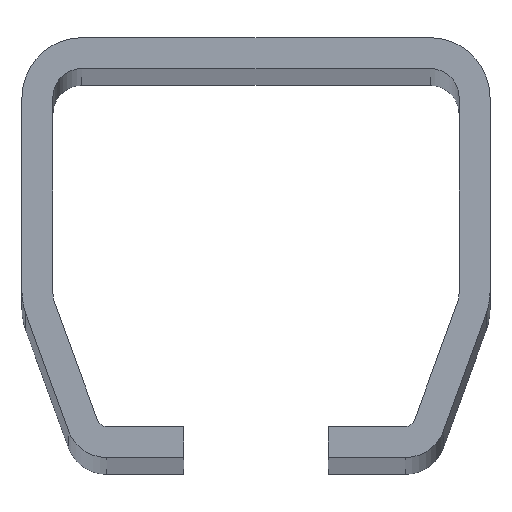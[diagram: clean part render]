
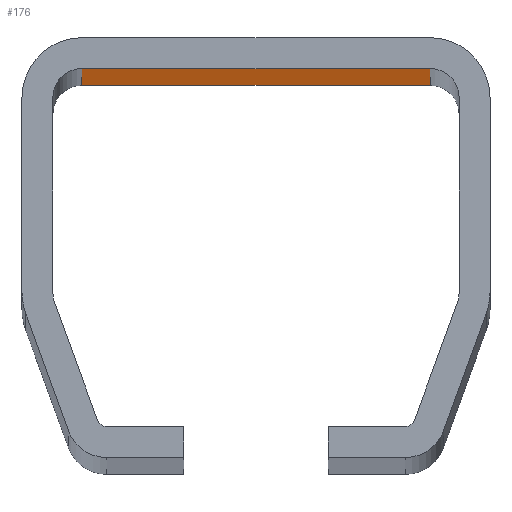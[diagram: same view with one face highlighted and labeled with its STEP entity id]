
A CAD part, top view. The second image highlights one B-rep face of the part: STEP entity #176.
In plain terms, the highlighted planar face has unit normal (0, -1, 0).
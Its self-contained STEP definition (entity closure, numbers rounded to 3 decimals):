
#8 = CARTESIAN_POINT ( 'NONE',  ( 0., 18.55, 0. ) ) ;
#35 = VECTOR ( 'NONE', #264, 1000. ) ;
#48 = CARTESIAN_POINT ( 'NONE',  ( 18.05, 18.55, 1000. ) ) ;
#72 = DIRECTION ( 'NONE',  ( 0., -1., 0. ) ) ;
#95 = LINE ( 'NONE', #811, #35 ) ;
#104 = EDGE_CURVE ( 'NONE', #159, #223, #174, .T. ) ;
#143 = LINE ( 'NONE', #8, #231 ) ;
#158 = VERTEX_POINT ( 'NONE', #1013 ) ;
#159 = VERTEX_POINT ( 'NONE', #48 ) ;
#174 = LINE ( 'NONE', #445, #570 ) ;
#176 = ADVANCED_FACE ( 'NONE', ( #639 ), #469, .T. ) ;
#223 = VERTEX_POINT ( 'NONE', #382 ) ;
#231 = VECTOR ( 'NONE', #793, 1000. ) ;
#248 = CARTESIAN_POINT ( 'NONE',  ( 18.05, 18.55, 0. ) ) ;
#264 = DIRECTION ( 'NONE',  ( 0., 0., -1. ) ) ;
#316 = DIRECTION ( 'NONE',  ( 0., 0., 1. ) ) ;
#346 = ORIENTED_EDGE ( 'NONE', *, *, #628, .F. ) ;
#382 = CARTESIAN_POINT ( 'NONE',  ( -18.05, 18.55, 1000. ) ) ;
#391 = CARTESIAN_POINT ( 'NONE',  ( 18.05, 18.55, 1000. ) ) ;
#445 = CARTESIAN_POINT ( 'NONE',  ( 0., 18.55, 1000. ) ) ;
#469 = PLANE ( 'NONE',  #717 ) ;
#570 = VECTOR ( 'NONE', #685, 1000. ) ;
#587 = VECTOR ( 'NONE', #316, 1000. ) ;
#602 = ORIENTED_EDGE ( 'NONE', *, *, #790, .T. ) ;
#615 = VERTEX_POINT ( 'NONE', #248 ) ;
#619 = DIRECTION ( 'NONE',  ( 1., 0., 0. ) ) ;
#628 = EDGE_CURVE ( 'NONE', #615, #158, #143, .T. ) ;
#639 = FACE_OUTER_BOUND ( 'NONE', #707, .T. ) ;
#670 = EDGE_CURVE ( 'NONE', #615, #159, #805, .T. ) ;
#685 = DIRECTION ( 'NONE',  ( -1., 0., 0. ) ) ;
#707 = EDGE_LOOP ( 'NONE', ( #346, #1002, #998, #602 ) ) ;
#717 = AXIS2_PLACEMENT_3D ( 'NONE', #1041, #72, #619 ) ;
#790 = EDGE_CURVE ( 'NONE', #223, #158, #95, .T. ) ;
#793 = DIRECTION ( 'NONE',  ( -1., 0., 0. ) ) ;
#805 = LINE ( 'NONE', #391, #587 ) ;
#811 = CARTESIAN_POINT ( 'NONE',  ( -18.05, 18.55, 0. ) ) ;
#998 = ORIENTED_EDGE ( 'NONE', *, *, #104, .T. ) ;
#1002 = ORIENTED_EDGE ( 'NONE', *, *, #670, .T. ) ;
#1013 = CARTESIAN_POINT ( 'NONE',  ( -18.05, 18.55, 0. ) ) ;
#1041 = CARTESIAN_POINT ( 'NONE',  ( 0., 18.55, 1000. ) ) ;
